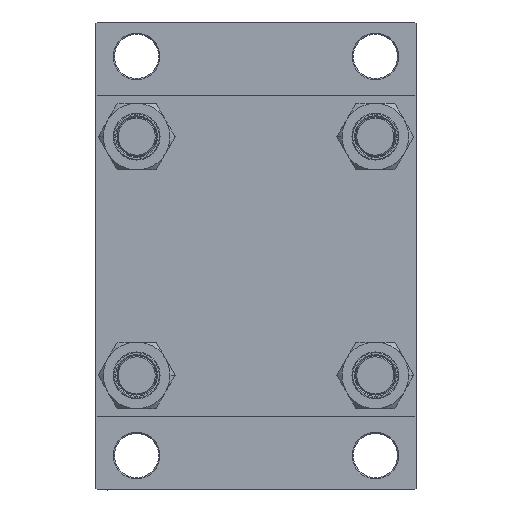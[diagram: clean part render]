
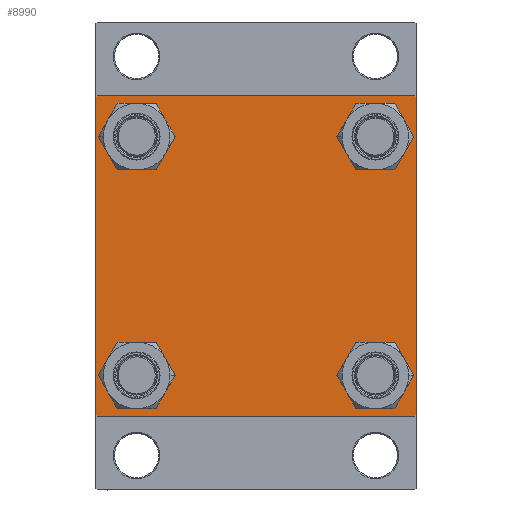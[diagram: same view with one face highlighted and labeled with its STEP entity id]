
A CAD part, left-side view. The second image highlights one B-rep face of the part: STEP entity #8990.
In plain terms, the highlighted planar face has unit normal (-1, 0, 0).
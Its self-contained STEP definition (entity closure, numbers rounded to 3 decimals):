
#413 = AXIS2_PLACEMENT_3D ( 'NONE', #27090, #7551, #33835 ) ;
#458 = ORIENTED_EDGE ( 'NONE', *, *, #22345, .T. ) ;
#621 = DIRECTION ( 'NONE',  ( 0., 0., 1. ) ) ;
#713 = VERTEX_POINT ( 'NONE', #30032 ) ;
#914 = FACE_BOUND ( 'NONE', #14345, .T. ) ;
#934 = VECTOR ( 'NONE', #1534, 1000. ) ;
#945 = ORIENTED_EDGE ( 'NONE', *, *, #16719, .T. ) ;
#1506 = CARTESIAN_POINT ( 'NONE',  ( 0., -64.5, 65. ) ) ;
#1534 = DIRECTION ( 'NONE',  ( 0., 0.707, 0.707 ) ) ;
#1630 = CARTESIAN_POINT ( 'NONE',  ( 0., 48.45, -39.95 ) ) ;
#2042 = CIRCLE ( 'NONE', #3605, 8.5 ) ;
#2126 = CARTESIAN_POINT ( 'NONE',  ( 0., 48.45, -48.45 ) ) ;
#2358 = DIRECTION ( 'NONE',  ( 1., 0., 0. ) ) ;
#2741 = DIRECTION ( 'NONE',  ( 0., -1., 0. ) ) ;
#2936 = DIRECTION ( 'NONE',  ( 0., 0., 1. ) ) ;
#3605 = AXIS2_PLACEMENT_3D ( 'NONE', #38926, #20601, #35292 ) ;
#4238 = DIRECTION ( 'NONE',  ( 1., 0., 0. ) ) ;
#4540 = FACE_BOUND ( 'NONE', #45119, .T. ) ;
#5363 = DIRECTION ( 'NONE',  ( 1., 0., 0. ) ) ;
#5442 = ORIENTED_EDGE ( 'NONE', *, *, #27409, .T. ) ;
#6131 = CARTESIAN_POINT ( 'NONE',  ( 0., 64.75, 64.75 ) ) ;
#6571 = CARTESIAN_POINT ( 'NONE',  ( 0., -48.45, -48.45 ) ) ;
#6708 = VECTOR ( 'NONE', #12899, 1000. ) ;
#7162 = ORIENTED_EDGE ( 'NONE', *, *, #25783, .T. ) ;
#7551 = DIRECTION ( 'NONE',  ( 1., 0., 0. ) ) ;
#7787 = EDGE_CURVE ( 'NONE', #33621, #10680, #27374, .T. ) ;
#8192 = CARTESIAN_POINT ( 'NONE',  ( 0., -65., 64.5 ) ) ;
#8990 = ADVANCED_FACE ( 'NONE', ( #4540, #914, #45559, #23603, #27447 ), #15644, .T. ) ;
#9008 = EDGE_LOOP ( 'NONE', ( #458, #11699 ) ) ;
#9411 = AXIS2_PLACEMENT_3D ( 'NONE', #6571, #28048, #2936 ) ;
#10296 = DIRECTION ( 'NONE',  ( 0., 0., 1. ) ) ;
#10680 = VERTEX_POINT ( 'NONE', #1506 ) ;
#10989 = CARTESIAN_POINT ( 'NONE',  ( 0., 65., 65. ) ) ;
#11516 = VERTEX_POINT ( 'NONE', #39247 ) ;
#11699 = ORIENTED_EDGE ( 'NONE', *, *, #41469, .T. ) ;
#12036 = DIRECTION ( 'NONE',  ( -1., 0., 0. ) ) ;
#12269 = EDGE_CURVE ( 'NONE', #41943, #11516, #21652, .T. ) ;
#12418 = DIRECTION ( 'NONE',  ( 0., 0., -1. ) ) ;
#12487 = CIRCLE ( 'NONE', #25587, 8.5 ) ;
#12523 = CIRCLE ( 'NONE', #37938, 8.5 ) ;
#12701 = ORIENTED_EDGE ( 'NONE', *, *, #45067, .T. ) ;
#12899 = DIRECTION ( 'NONE',  ( 0., 0., -1. ) ) ;
#12905 = VERTEX_POINT ( 'NONE', #42769 ) ;
#14345 = EDGE_LOOP ( 'NONE', ( #12701, #42570 ) ) ;
#14573 = ORIENTED_EDGE ( 'NONE', *, *, #15532, .T. ) ;
#14660 = VECTOR ( 'NONE', #2741, 1000. ) ;
#15532 = EDGE_CURVE ( 'NONE', #16355, #46067, #31088, .T. ) ;
#15644 = PLANE ( 'NONE',  #42561 ) ;
#15667 = LINE ( 'NONE', #30380, #34492 ) ;
#16334 = AXIS2_PLACEMENT_3D ( 'NONE', #2126, #2358, #38571 ) ;
#16355 = VERTEX_POINT ( 'NONE', #21169 ) ;
#16719 = EDGE_CURVE ( 'NONE', #33336, #37751, #47687, .T. ) ;
#16850 = LINE ( 'NONE', #21203, #38126 ) ;
#17091 = DIRECTION ( 'NONE',  ( 0., -1., 0. ) ) ;
#17486 = DIRECTION ( 'NONE',  ( 0., 0., 1. ) ) ;
#18371 = CARTESIAN_POINT ( 'NONE',  ( 0., 48.45, -56.95 ) ) ;
#18634 = VERTEX_POINT ( 'NONE', #37829 ) ;
#19348 = CARTESIAN_POINT ( 'NONE',  ( 0., -48.45, -39.95 ) ) ;
#19405 = EDGE_CURVE ( 'NONE', #18634, #713, #22718, .T. ) ;
#19599 = ORIENTED_EDGE ( 'NONE', *, *, #24619, .T. ) ;
#20601 = DIRECTION ( 'NONE',  ( 1., 0., 0. ) ) ;
#20617 = LINE ( 'NONE', #42565, #14660 ) ;
#20743 = EDGE_CURVE ( 'NONE', #38420, #10680, #16850, .T. ) ;
#21169 = CARTESIAN_POINT ( 'NONE',  ( 0., 48.45, 56.95 ) ) ;
#21203 = CARTESIAN_POINT ( 'NONE',  ( 0., 65., 65. ) ) ;
#21413 = DIRECTION ( 'NONE',  ( 0., -0.707, 0.707 ) ) ;
#21632 = CARTESIAN_POINT ( 'NONE',  ( 0., 48.45, 48.45 ) ) ;
#21652 = LINE ( 'NONE', #39256, #35733 ) ;
#22345 = EDGE_CURVE ( 'NONE', #44401, #29996, #33539, .T. ) ;
#22718 = CIRCLE ( 'NONE', #31954, 8.5 ) ;
#22793 = ORIENTED_EDGE ( 'NONE', *, *, #19405, .T. ) ;
#23545 = LINE ( 'NONE', #38242, #6708 ) ;
#23603 = FACE_BOUND ( 'NONE', #37327, .T. ) ;
#23679 = CARTESIAN_POINT ( 'NONE',  ( 0., 65., 64.5 ) ) ;
#24619 = EDGE_CURVE ( 'NONE', #46067, #16355, #2042, .T. ) ;
#24722 = LINE ( 'NONE', #6131, #27519 ) ;
#25217 = DIRECTION ( 'NONE',  ( 1., 0., 0. ) ) ;
#25587 = AXIS2_PLACEMENT_3D ( 'NONE', #39918, #25217, #17486 ) ;
#25676 = EDGE_CURVE ( 'NONE', #33621, #11516, #23545, .T. ) ;
#25783 = EDGE_CURVE ( 'NONE', #38420, #33336, #24722, .T. ) ;
#26515 = ORIENTED_EDGE ( 'NONE', *, *, #12269, .T. ) ;
#27090 = CARTESIAN_POINT ( 'NONE',  ( 0., 48.45, -48.45 ) ) ;
#27101 = CARTESIAN_POINT ( 'NONE',  ( 0., -48.45, 48.45 ) ) ;
#27374 = LINE ( 'NONE', #42550, #934 ) ;
#27409 = EDGE_CURVE ( 'NONE', #37751, #47774, #15667, .T. ) ;
#27447 = FACE_OUTER_BOUND ( 'NONE', #32753, .T. ) ;
#27519 = VECTOR ( 'NONE', #35553, 1000. ) ;
#28048 = DIRECTION ( 'NONE',  ( 1., 0., 0. ) ) ;
#28069 = VERTEX_POINT ( 'NONE', #19348 ) ;
#28118 = ORIENTED_EDGE ( 'NONE', *, *, #36366, .T. ) ;
#28161 = CARTESIAN_POINT ( 'NONE',  ( 0., 48.45, 39.95 ) ) ;
#29996 = VERTEX_POINT ( 'NONE', #18371 ) ;
#30032 = CARTESIAN_POINT ( 'NONE',  ( 0., -48.45, 56.95 ) ) ;
#30361 = CARTESIAN_POINT ( 'NONE',  ( 0., 0., 0. ) ) ;
#30380 = CARTESIAN_POINT ( 'NONE',  ( 0., 64.75, -64.75 ) ) ;
#31088 = CIRCLE ( 'NONE', #45002, 8.5 ) ;
#31954 = AXIS2_PLACEMENT_3D ( 'NONE', #27101, #5363, #38892 ) ;
#32683 = VECTOR ( 'NONE', #12418, 1000. ) ;
#32753 = EDGE_LOOP ( 'NONE', ( #945, #5442, #28118, #26515, #46267, #39043, #42124, #7162 ) ) ;
#33336 = VERTEX_POINT ( 'NONE', #23679 ) ;
#33490 = CARTESIAN_POINT ( 'NONE',  ( 0., -48.45, 48.45 ) ) ;
#33539 = CIRCLE ( 'NONE', #413, 8.5 ) ;
#33621 = VERTEX_POINT ( 'NONE', #8192 ) ;
#33694 = CARTESIAN_POINT ( 'NONE',  ( 0., 65., -64.5 ) ) ;
#33835 = DIRECTION ( 'NONE',  ( 0., 0., 1. ) ) ;
#34492 = VECTOR ( 'NONE', #45115, 1000. ) ;
#35292 = DIRECTION ( 'NONE',  ( 0., 0., 1. ) ) ;
#35553 = DIRECTION ( 'NONE',  ( 0., 0.707, -0.707 ) ) ;
#35733 = VECTOR ( 'NONE', #21413, 1000. ) ;
#35819 = ORIENTED_EDGE ( 'NONE', *, *, #45192, .T. ) ;
#36366 = EDGE_CURVE ( 'NONE', #47774, #41943, #20617, .T. ) ;
#37327 = EDGE_LOOP ( 'NONE', ( #14573, #19599 ) ) ;
#37751 = VERTEX_POINT ( 'NONE', #33694 ) ;
#37829 = CARTESIAN_POINT ( 'NONE',  ( 0., -48.45, 39.95 ) ) ;
#37938 = AXIS2_PLACEMENT_3D ( 'NONE', #33490, #41695, #41931 ) ;
#38126 = VECTOR ( 'NONE', #17091, 1000. ) ;
#38242 = CARTESIAN_POINT ( 'NONE',  ( 0., -65., 65. ) ) ;
#38420 = VERTEX_POINT ( 'NONE', #41787 ) ;
#38571 = DIRECTION ( 'NONE',  ( 0., 0., 1. ) ) ;
#38892 = DIRECTION ( 'NONE',  ( 0., 0., 1. ) ) ;
#38926 = CARTESIAN_POINT ( 'NONE',  ( 0., 48.45, 48.45 ) ) ;
#39043 = ORIENTED_EDGE ( 'NONE', *, *, #7787, .T. ) ;
#39247 = CARTESIAN_POINT ( 'NONE',  ( 0., -65., -64.5 ) ) ;
#39256 = CARTESIAN_POINT ( 'NONE',  ( 0., -64.75, -64.75 ) ) ;
#39449 = CIRCLE ( 'NONE', #16334, 8.5 ) ;
#39626 = CARTESIAN_POINT ( 'NONE',  ( 0., 64.5, -65. ) ) ;
#39713 = CARTESIAN_POINT ( 'NONE',  ( 0., -64.5, -65. ) ) ;
#39918 = CARTESIAN_POINT ( 'NONE',  ( 0., -48.45, -48.45 ) ) ;
#41469 = EDGE_CURVE ( 'NONE', #29996, #44401, #39449, .T. ) ;
#41695 = DIRECTION ( 'NONE',  ( 1., 0., 0. ) ) ;
#41787 = CARTESIAN_POINT ( 'NONE',  ( 0., 64.5, 65. ) ) ;
#41931 = DIRECTION ( 'NONE',  ( 0., 0., 1. ) ) ;
#41943 = VERTEX_POINT ( 'NONE', #39713 ) ;
#42124 = ORIENTED_EDGE ( 'NONE', *, *, #20743, .F. ) ;
#42550 = CARTESIAN_POINT ( 'NONE',  ( 0., -64.75, 64.75 ) ) ;
#42561 = AXIS2_PLACEMENT_3D ( 'NONE', #30361, #12036, #10296 ) ;
#42565 = CARTESIAN_POINT ( 'NONE',  ( 0., 65., -65. ) ) ;
#42570 = ORIENTED_EDGE ( 'NONE', *, *, #44741, .T. ) ;
#42769 = CARTESIAN_POINT ( 'NONE',  ( 0., -48.45, -56.95 ) ) ;
#44401 = VERTEX_POINT ( 'NONE', #1630 ) ;
#44741 = EDGE_CURVE ( 'NONE', #12905, #28069, #12487, .T. ) ;
#44888 = CIRCLE ( 'NONE', #9411, 8.5 ) ;
#45002 = AXIS2_PLACEMENT_3D ( 'NONE', #21632, #4238, #621 ) ;
#45067 = EDGE_CURVE ( 'NONE', #28069, #12905, #44888, .T. ) ;
#45115 = DIRECTION ( 'NONE',  ( 0., -0.707, -0.707 ) ) ;
#45119 = EDGE_LOOP ( 'NONE', ( #35819, #22793 ) ) ;
#45192 = EDGE_CURVE ( 'NONE', #713, #18634, #12523, .T. ) ;
#45559 = FACE_BOUND ( 'NONE', #9008, .T. ) ;
#46067 = VERTEX_POINT ( 'NONE', #28161 ) ;
#46267 = ORIENTED_EDGE ( 'NONE', *, *, #25676, .F. ) ;
#47687 = LINE ( 'NONE', #10989, #32683 ) ;
#47774 = VERTEX_POINT ( 'NONE', #39626 ) ;
